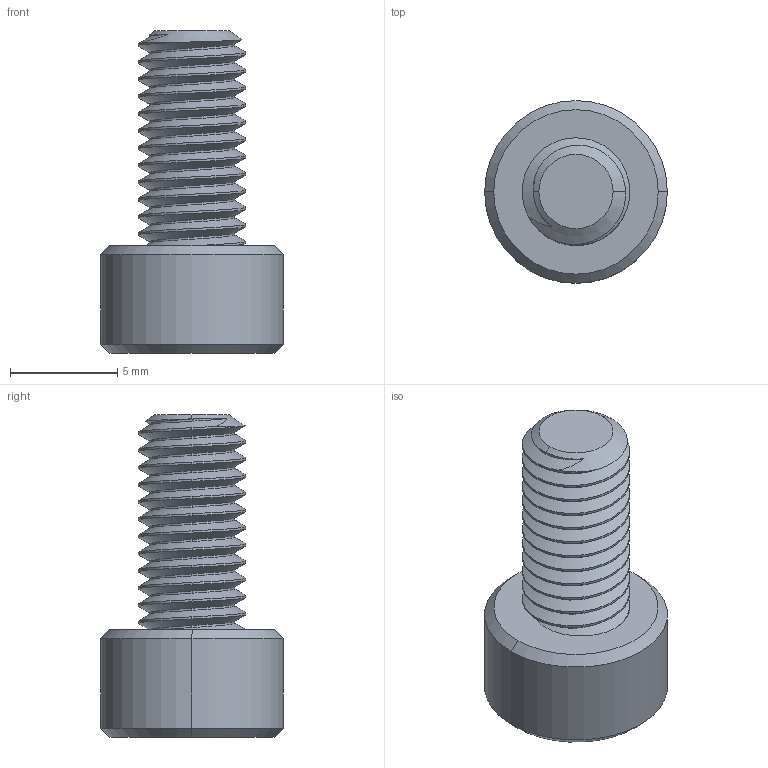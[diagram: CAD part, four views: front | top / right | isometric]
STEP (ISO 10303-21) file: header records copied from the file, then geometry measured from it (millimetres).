
FILE_DESCRIPTION (( 'STEP AP203' ), '1' );
FILE_NAME ('90128A234.step', '2014-01-28T13:47:50', ( '' ), ( '' ), 'SwSTEP 2.0', 'SolidWorks 2013', '' );
FILE_SCHEMA (( 'CONFIG_CONTROL_DESIGN' ));
Length unit declared in the file: millimetre
Products named in the file (1): 90128A234
Bounding box: 8.5 x 8.5 x 15 mm (x, y, z)
Volume: 394.4 mm3; surface area: 512.1 mm2
Topology: 1 solids, 1 shells, 78 faces, 206 edges, 132 vertices
Faces by surface type: cylinder 53, cone 13, plane 10, bspline 2
Entity records: 3759 total; most frequent: CARTESIAN_POINT 2076, ORIENTED_EDGE 412, DIRECTION 266, EDGE_CURVE 206, VERTEX_POINT 132, AXIS2_PLACEMENT_3D 98, EDGE_LOOP 80, FACE_OUTER_BOUND 78
